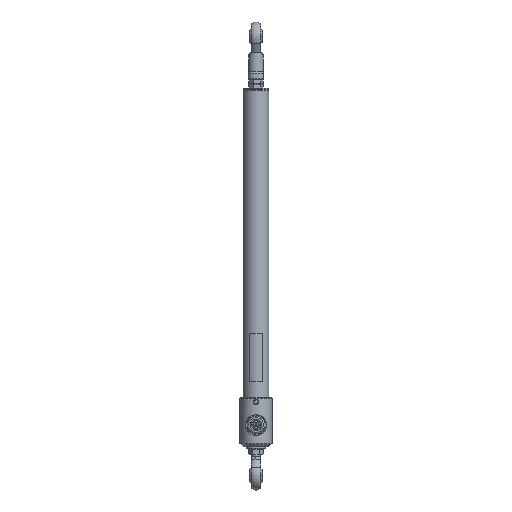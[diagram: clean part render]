
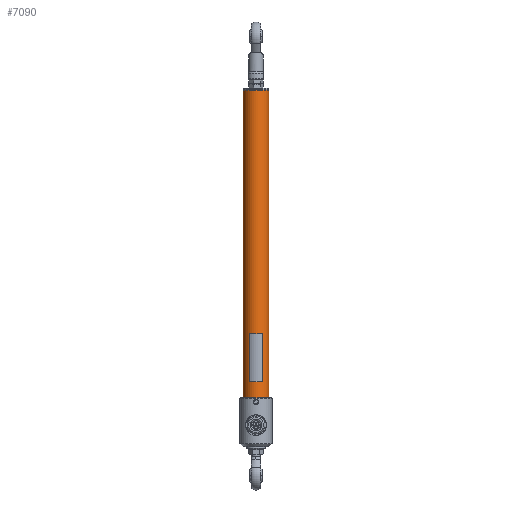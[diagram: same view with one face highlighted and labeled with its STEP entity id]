
A CAD part, front view. The second image highlights one B-rep face of the part: STEP entity #7090.
In plain terms, the highlighted cylindrical face has radius 8 mm (diameter 16 mm), a partial arc.
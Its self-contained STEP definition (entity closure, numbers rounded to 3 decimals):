
#5273 = CYLINDRICAL_SURFACE ( 'NONE', #5759, 8. ) ;
#5693 = CIRCLE ( 'NONE', #5766, 8. ) ;
#5718 = CARTESIAN_POINT ( 'NONE',  ( 0., 0., -192.5 ) ) ;
#5719 = DIRECTION ( 'NONE',  ( 0., 0., 1. ) ) ;
#5733 = FACE_OUTER_BOUND ( 'NONE', #7093, .T. ) ;
#5738 = CIRCLE ( 'NONE', #5762, 8. ) ;
#5755 = DIRECTION ( 'NONE',  ( 1., 0., 0. ) ) ;
#5757 = DIRECTION ( 'NONE',  ( 1., 0., 0. ) ) ;
#5758 = DIRECTION ( 'NONE',  ( 0., 0., -1. ) ) ;
#5759 = AXIS2_PLACEMENT_3D ( 'NONE', #5763, #5768, #5755 ) ;
#5762 = AXIS2_PLACEMENT_3D ( 'NONE', #5769, #5758, #5757 ) ;
#5763 = CARTESIAN_POINT ( 'NONE',  ( 0., 0., -201.7 ) ) ;
#5765 = DIRECTION ( 'NONE',  ( -1., 0., 0. ) ) ;
#5766 = AXIS2_PLACEMENT_3D ( 'NONE', #5718, #5719, #5765 ) ;
#5768 = DIRECTION ( 'NONE',  ( 0., 0., 1. ) ) ;
#5769 = CARTESIAN_POINT ( 'NONE',  ( 0., 0., -0.15 ) ) ;
#5836 = LINE ( 'NONE', #5854, #5853 ) ;
#5853 = VECTOR ( 'NONE', #5888, 1000. ) ;
#5854 = CARTESIAN_POINT ( 'NONE',  ( 8., 0., -201.7 ) ) ;
#5875 = CARTESIAN_POINT ( 'NONE',  ( 8., 0., -192.5 ) ) ;
#5882 = CARTESIAN_POINT ( 'NONE',  ( -8., 0., -192.5 ) ) ;
#5888 = DIRECTION ( 'NONE',  ( 0., 0., 1. ) ) ;
#5889 = CARTESIAN_POINT ( 'NONE',  ( 8., 0., -0.15 ) ) ;
#5910 = DIRECTION ( 'NONE',  ( 0., 0., 1. ) ) ;
#5911 = VECTOR ( 'NONE', #5910, 1000. ) ;
#5914 = CARTESIAN_POINT ( 'NONE',  ( -8., 0., -0.15 ) ) ;
#5917 = LINE ( 'NONE', #5918, #5911 ) ;
#5918 = CARTESIAN_POINT ( 'NONE',  ( -8., 0., -201.7 ) ) ;
#7083 = EDGE_CURVE ( 'NONE', #7133, #7136, #5693, .T. ) ;
#7084 = ORIENTED_EDGE ( 'NONE', *, *, #7129, .T. ) ;
#7088 = ORIENTED_EDGE ( 'NONE', *, *, #7140, .F. ) ;
#7089 = EDGE_CURVE ( 'NONE', #7130, #7144, #5738, .T. ) ;
#7090 = ADVANCED_FACE ( 'NONE', ( #5733 ), #5273, .T. ) ;
#7093 = EDGE_LOOP ( 'NONE', ( #7088, #7100, #7084, #7121 ) ) ;
#7100 = ORIENTED_EDGE ( 'NONE', *, *, #7083, .T. ) ;
#7121 = ORIENTED_EDGE ( 'NONE', *, *, #7089, .T. ) ;
#7129 = EDGE_CURVE ( 'NONE', #7136, #7130, #5836, .T. ) ;
#7130 = VERTEX_POINT ( 'NONE', #5889 ) ;
#7133 = VERTEX_POINT ( 'NONE', #5882 ) ;
#7136 = VERTEX_POINT ( 'NONE', #5875 ) ;
#7140 = EDGE_CURVE ( 'NONE', #7133, #7144, #5917, .T. ) ;
#7144 = VERTEX_POINT ( 'NONE', #5914 ) ;
